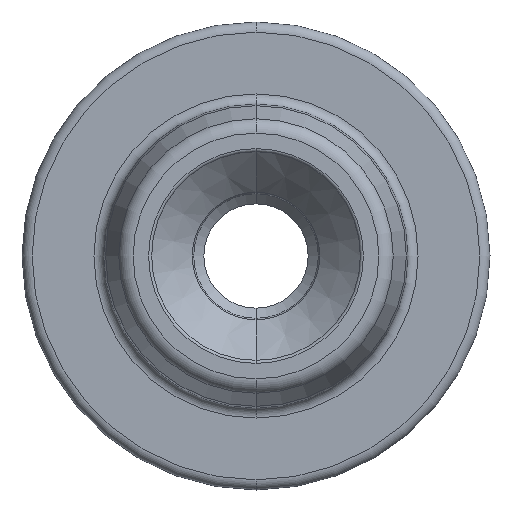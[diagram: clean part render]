
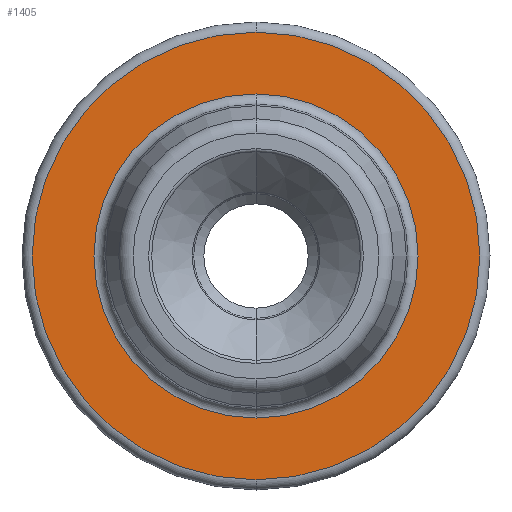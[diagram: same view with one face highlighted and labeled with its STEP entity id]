
A CAD part, front view. The second image highlights one B-rep face of the part: STEP entity #1405.
In plain terms, the highlighted planar face has unit normal (0, -1, 0).
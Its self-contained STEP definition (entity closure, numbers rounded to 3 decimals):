
#20 = CARTESIAN_POINT ( 'NONE',  ( 0., -3.3, 0. ) ) ;
#105 = DIRECTION ( 'NONE',  ( 0., 0., 1. ) ) ;
#107 = CARTESIAN_POINT ( 'NONE',  ( 0., -3.3, 0. ) ) ;
#206 = VERTEX_POINT ( 'NONE', #327 ) ;
#221 = ORIENTED_EDGE ( 'NONE', *, *, #1226, .T. ) ;
#237 = DIRECTION ( 'NONE',  ( 0., 0., 1. ) ) ;
#253 = VERTEX_POINT ( 'NONE', #1406 ) ;
#327 = CARTESIAN_POINT ( 'NONE',  ( 0., -3.3, 22.1 ) ) ;
#356 = DIRECTION ( 'NONE',  ( 0., -1., 0. ) ) ;
#373 = ORIENTED_EDGE ( 'NONE', *, *, #815, .F. ) ;
#505 = VERTEX_POINT ( 'NONE', #1108 ) ;
#556 = CARTESIAN_POINT ( 'NONE',  ( 0., -3.3, -22.1 ) ) ;
#611 = ORIENTED_EDGE ( 'NONE', *, *, #1455, .F. ) ;
#616 = CARTESIAN_POINT ( 'NONE',  ( 0., -3.3, 0. ) ) ;
#676 = CARTESIAN_POINT ( 'NONE',  ( 0., -3.3, 0. ) ) ;
#770 = CIRCLE ( 'NONE', #1494, 22.1 ) ;
#780 = DIRECTION ( 'NONE',  ( 0., 0., 1. ) ) ;
#815 = EDGE_CURVE ( 'NONE', #1152, #206, #770, .T. ) ;
#828 = DIRECTION ( 'NONE',  ( 0., 0., 1. ) ) ;
#853 = AXIS2_PLACEMENT_3D ( 'NONE', #616, #1535, #780 ) ;
#943 = DIRECTION ( 'NONE',  ( 0., 1., 0. ) ) ;
#985 = ORIENTED_EDGE ( 'NONE', *, *, #1458, .T. ) ;
#1043 = CIRCLE ( 'NONE', #1324, 22.1 ) ;
#1082 = DIRECTION ( 'NONE',  ( 0., 1., 0. ) ) ;
#1108 = CARTESIAN_POINT ( 'NONE',  ( 0., -3.3, -16. ) ) ;
#1152 = VERTEX_POINT ( 'NONE', #556 ) ;
#1173 = EDGE_LOOP ( 'NONE', ( #611, #373 ) ) ;
#1226 = EDGE_CURVE ( 'NONE', #253, #505, #1571, .T. ) ;
#1238 = AXIS2_PLACEMENT_3D ( 'NONE', #1314, #356, #1589 ) ;
#1312 = FACE_BOUND ( 'NONE', #1342, .T. ) ;
#1314 = CARTESIAN_POINT ( 'NONE',  ( 22.1, -3.3, 0. ) ) ;
#1324 = AXIS2_PLACEMENT_3D ( 'NONE', #676, #1595, #828 ) ;
#1342 = EDGE_LOOP ( 'NONE', ( #221, #985 ) ) ;
#1404 = AXIS2_PLACEMENT_3D ( 'NONE', #107, #1082, #237 ) ;
#1405 = ADVANCED_FACE ( 'NONE', ( #1312, #1427 ), #1438, .T. ) ;
#1406 = CARTESIAN_POINT ( 'NONE',  ( 0., -3.3, 16. ) ) ;
#1427 = FACE_OUTER_BOUND ( 'NONE', #1173, .T. ) ;
#1438 = PLANE ( 'NONE',  #1238 ) ;
#1455 = EDGE_CURVE ( 'NONE', #206, #1152, #1043, .T. ) ;
#1458 = EDGE_CURVE ( 'NONE', #505, #253, #1539, .T. ) ;
#1494 = AXIS2_PLACEMENT_3D ( 'NONE', #20, #943, #105 ) ;
#1535 = DIRECTION ( 'NONE',  ( 0., 1., 0. ) ) ;
#1539 = CIRCLE ( 'NONE', #1404, 16. ) ;
#1571 = CIRCLE ( 'NONE', #853, 16. ) ;
#1589 = DIRECTION ( 'NONE',  ( 0., 0., -1. ) ) ;
#1595 = DIRECTION ( 'NONE',  ( 0., 1., 0. ) ) ;
